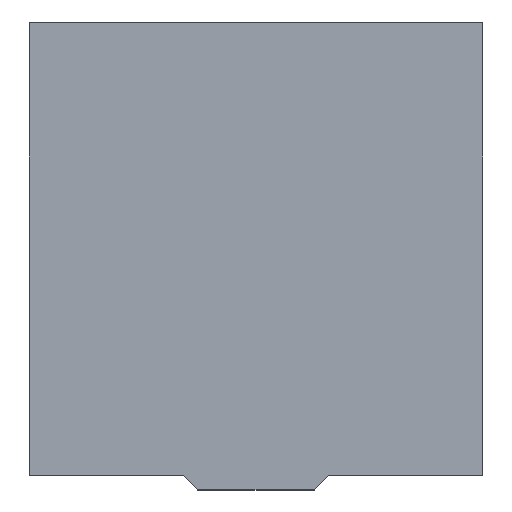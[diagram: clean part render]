
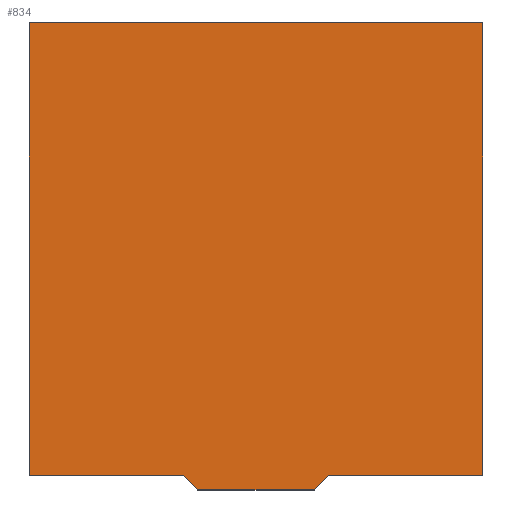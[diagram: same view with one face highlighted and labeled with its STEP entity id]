
A CAD part, top view. The second image highlights one B-rep face of the part: STEP entity #834.
In plain terms, the highlighted planar face has unit normal (0, 0, 1).
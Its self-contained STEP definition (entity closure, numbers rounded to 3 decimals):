
#41=PLANE('',#916);
#80=FACE_OUTER_BOUND('',#124,.T.);
#124=EDGE_LOOP('',(#728,#729,#730,#731,#732,#733,#734,#735,#736,#737,#738,
#739,#740,#741,#742,#743));
#206=LINE('',#1359,#298);
#211=LINE('',#1373,#303);
#213=LINE('',#1377,#305);
#214=LINE('',#1381,#306);
#215=LINE('',#1385,#307);
#216=LINE('',#1389,#308);
#217=LINE('',#1393,#309);
#218=LINE('',#1395,#310);
#298=VECTOR('',#1105,10.);
#303=VECTOR('',#1120,10.);
#305=VECTOR('',#1124,10.);
#306=VECTOR('',#1127,10.);
#307=VECTOR('',#1130,10.);
#308=VECTOR('',#1133,10.);
#309=VECTOR('',#1136,10.);
#310=VECTOR('',#1139,10.);
#332=CIRCLE('',#900,0.5);
#341=CIRCLE('',#912,0.5);
#342=CIRCLE('',#914,0.5);
#343=CIRCLE('',#917,0.5);
#344=CIRCLE('',#918,0.5);
#345=CIRCLE('',#919,0.5);
#346=CIRCLE('',#920,0.5);
#347=CIRCLE('',#921,0.5);
#396=VERTEX_POINT('',#1319);
#397=VERTEX_POINT('',#1320);
#414=VERTEX_POINT('',#1358);
#415=VERTEX_POINT('',#1362);
#416=VERTEX_POINT('',#1366);
#417=VERTEX_POINT('',#1367);
#418=VERTEX_POINT('',#1372);
#419=VERTEX_POINT('',#1376);
#420=VERTEX_POINT('',#1378);
#421=VERTEX_POINT('',#1380);
#422=VERTEX_POINT('',#1382);
#423=VERTEX_POINT('',#1384);
#424=VERTEX_POINT('',#1386);
#425=VERTEX_POINT('',#1388);
#426=VERTEX_POINT('',#1390);
#427=VERTEX_POINT('',#1392);
#500=EDGE_CURVE('',#396,#397,#332,.T.);
#519=EDGE_CURVE('',#414,#397,#206,.T.);
#521=EDGE_CURVE('',#414,#415,#341,.T.);
#523=EDGE_CURVE('',#416,#417,#342,.T.);
#526=EDGE_CURVE('',#418,#417,#211,.T.);
#528=EDGE_CURVE('',#396,#419,#213,.T.);
#529=EDGE_CURVE('',#420,#419,#343,.T.);
#530=EDGE_CURVE('',#420,#421,#214,.T.);
#531=EDGE_CURVE('',#422,#421,#344,.T.);
#532=EDGE_CURVE('',#422,#423,#215,.T.);
#533=EDGE_CURVE('',#424,#423,#345,.T.);
#534=EDGE_CURVE('',#424,#425,#216,.T.);
#535=EDGE_CURVE('',#426,#425,#346,.T.);
#536=EDGE_CURVE('',#426,#427,#217,.T.);
#537=EDGE_CURVE('',#418,#427,#347,.T.);
#538=EDGE_CURVE('',#416,#415,#218,.T.);
#728=ORIENTED_EDGE('',*,*,#500,.F.);
#729=ORIENTED_EDGE('',*,*,#528,.T.);
#730=ORIENTED_EDGE('',*,*,#529,.F.);
#731=ORIENTED_EDGE('',*,*,#530,.T.);
#732=ORIENTED_EDGE('',*,*,#531,.F.);
#733=ORIENTED_EDGE('',*,*,#532,.T.);
#734=ORIENTED_EDGE('',*,*,#533,.F.);
#735=ORIENTED_EDGE('',*,*,#534,.T.);
#736=ORIENTED_EDGE('',*,*,#535,.F.);
#737=ORIENTED_EDGE('',*,*,#536,.T.);
#738=ORIENTED_EDGE('',*,*,#537,.F.);
#739=ORIENTED_EDGE('',*,*,#526,.T.);
#740=ORIENTED_EDGE('',*,*,#523,.F.);
#741=ORIENTED_EDGE('',*,*,#538,.T.);
#742=ORIENTED_EDGE('',*,*,#521,.F.);
#743=ORIENTED_EDGE('',*,*,#519,.T.);
#834=ADVANCED_FACE('',(#80),#41,.T.);
#900=AXIS2_PLACEMENT_3D('',#1321,#1073,#1074);
#912=AXIS2_PLACEMENT_3D('',#1363,#1109,#1110);
#914=AXIS2_PLACEMENT_3D('',#1368,#1114,#1115);
#916=AXIS2_PLACEMENT_3D('',#1375,#1122,#1123);
#917=AXIS2_PLACEMENT_3D('',#1379,#1125,#1126);
#918=AXIS2_PLACEMENT_3D('',#1383,#1128,#1129);
#919=AXIS2_PLACEMENT_3D('',#1387,#1131,#1132);
#920=AXIS2_PLACEMENT_3D('',#1391,#1134,#1135);
#921=AXIS2_PLACEMENT_3D('',#1394,#1137,#1138);
#1073=DIRECTION('center_axis',(0.,0.,-1.));
#1074=DIRECTION('ref_axis',(-0.707,-0.707,0.));
#1105=DIRECTION('',(0.,-1.,0.));
#1109=DIRECTION('center_axis',(0.,0.,-1.));
#1110=DIRECTION('ref_axis',(-0.707,0.707,0.));
#1114=DIRECTION('center_axis',(0.,0.,-1.));
#1115=DIRECTION('ref_axis',(0.707,0.707,0.));
#1120=DIRECTION('',(0.,1.,0.));
#1122=DIRECTION('center_axis',(0.,0.,1.));
#1123=DIRECTION('ref_axis',(1.,0.,0.));
#1124=DIRECTION('',(1.,0.,0.));
#1125=DIRECTION('center_axis',(0.,0.,1.));
#1126=DIRECTION('ref_axis',(0.383,0.924,0.));
#1127=DIRECTION('',(0.707,-0.707,0.));
#1128=DIRECTION('center_axis',(0.,0.,-1.));
#1129=DIRECTION('ref_axis',(-0.383,-0.924,0.));
#1130=DIRECTION('',(1.,0.,0.));
#1131=DIRECTION('center_axis',(0.,0.,-1.));
#1132=DIRECTION('ref_axis',(0.383,-0.924,0.));
#1133=DIRECTION('',(0.707,0.707,0.));
#1134=DIRECTION('center_axis',(0.,0.,1.));
#1135=DIRECTION('ref_axis',(-0.383,0.924,0.));
#1136=DIRECTION('',(1.,0.,0.));
#1137=DIRECTION('center_axis',(0.,0.,-1.));
#1138=DIRECTION('ref_axis',(0.707,-0.707,0.));
#1139=DIRECTION('',(-1.,0.,0.));
#1319=CARTESIAN_POINT('',(-154.5,-155.,1.5));
#1320=CARTESIAN_POINT('',(-155.,-154.5,1.5));
#1321=CARTESIAN_POINT('Origin',(-154.5,-154.5,1.5));
#1358=CARTESIAN_POINT('',(-155.,154.5,1.5));
#1359=CARTESIAN_POINT('',(-155.,155.,1.5));
#1362=CARTESIAN_POINT('',(-154.5,155.,1.5));
#1363=CARTESIAN_POINT('Origin',(-154.5,154.5,1.5));
#1366=CARTESIAN_POINT('',(154.5,155.,1.5));
#1367=CARTESIAN_POINT('',(155.,154.5,1.5));
#1368=CARTESIAN_POINT('Origin',(154.5,154.5,1.5));
#1372=CARTESIAN_POINT('',(155.,-154.5,1.5));
#1373=CARTESIAN_POINT('',(155.,-155.,1.5));
#1375=CARTESIAN_POINT('Origin',(0.,-5.,1.5));
#1376=CARTESIAN_POINT('',(-50.207,-155.,1.5));
#1377=CARTESIAN_POINT('',(-155.,-155.,1.5));
#1378=CARTESIAN_POINT('',(-49.854,-155.146,1.5));
#1379=CARTESIAN_POINT('Origin',(-50.207,-155.5,1.5));
#1380=CARTESIAN_POINT('',(-40.146,-164.854,1.5));
#1381=CARTESIAN_POINT('',(-50.,-155.,1.5));
#1382=CARTESIAN_POINT('',(-39.793,-165.,1.5));
#1383=CARTESIAN_POINT('Origin',(-39.793,-164.5,1.5));
#1384=CARTESIAN_POINT('',(39.793,-165.,1.5));
#1385=CARTESIAN_POINT('',(0.,-165.,1.5));
#1386=CARTESIAN_POINT('',(40.146,-164.854,1.5));
#1387=CARTESIAN_POINT('Origin',(39.793,-164.5,1.5));
#1388=CARTESIAN_POINT('',(49.854,-155.146,1.5));
#1389=CARTESIAN_POINT('',(50.,-155.,1.5));
#1390=CARTESIAN_POINT('',(50.207,-155.,1.5));
#1391=CARTESIAN_POINT('Origin',(50.207,-155.5,1.5));
#1392=CARTESIAN_POINT('',(154.5,-155.,1.5));
#1393=CARTESIAN_POINT('',(-155.,-155.,1.5));
#1394=CARTESIAN_POINT('Origin',(154.5,-154.5,1.5));
#1395=CARTESIAN_POINT('',(155.,155.,1.5));
